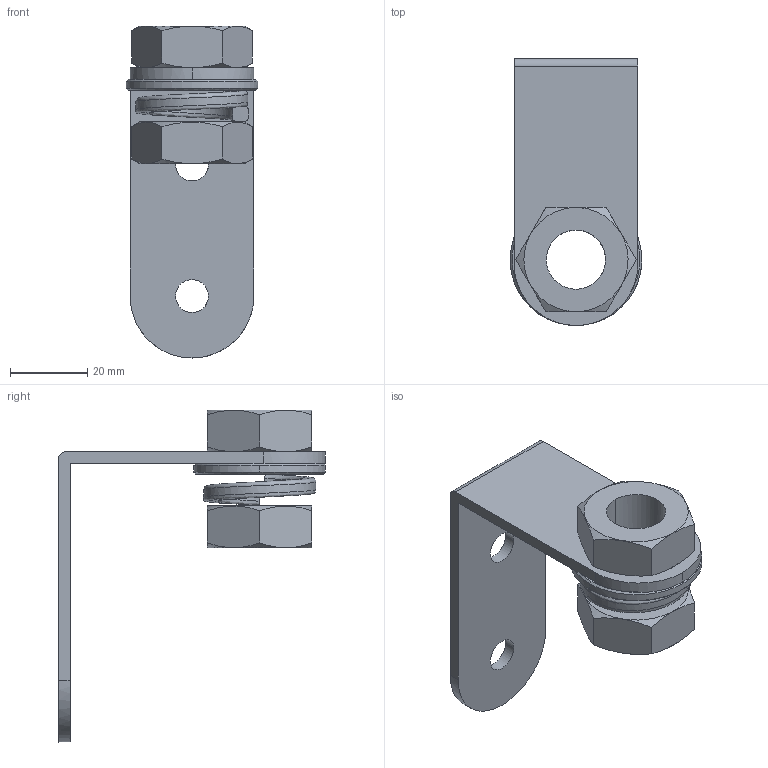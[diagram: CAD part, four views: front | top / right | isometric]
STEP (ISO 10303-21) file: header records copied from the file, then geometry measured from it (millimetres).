
FILE_DESCRIPTION (( 'STEP AP203' ), '1' );
FILE_NAME ('LB18.STP', '2021-01-20T10:42:34', ( '' ), ( '' ), 'SwSTEP 2.0', 'SolidWorks 2019', '' );
FILE_SCHEMA (( 'CONFIG_CONTROL_DESIGN' ));
Length unit declared in the file: millimetre
Products named in the file (1): LB18
Bounding box: 34 x 69 x 85.8 mm (x, y, z)
Volume: 24219.4 mm3; surface area: 16630.8 mm2
Topology: 5 solids, 5 shells, 65 faces, 170 edges, 115 vertices
Faces by surface type: plane 24, cylinder 19, cone 12, bspline 10
Entity records: 14327 total; most frequent: CARTESIAN_POINT 12917, ORIENTED_EDGE 340, EDGE_CURVE 170, DIRECTION 168, VERTEX_POINT 115, EDGE_LOOP 77, B_SPLINE_CURVE_WITH_KNOTS 76, FACE_OUTER_BOUND 65
